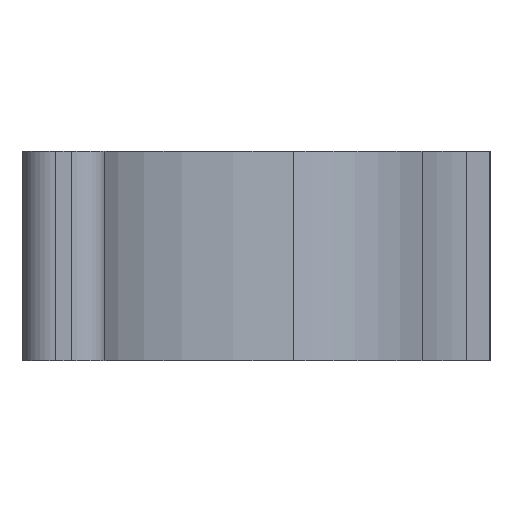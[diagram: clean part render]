
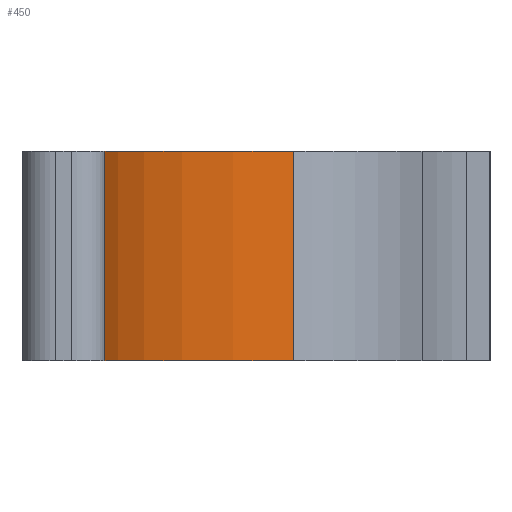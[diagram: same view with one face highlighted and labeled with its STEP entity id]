
A CAD part, left-side view. The second image highlights one B-rep face of the part: STEP entity #450.
In plain terms, the highlighted cylindrical face has radius 30 mm (diameter 60 mm), a partial arc.
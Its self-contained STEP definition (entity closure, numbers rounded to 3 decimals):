
#40=FACE_OUTER_BOUND('',#64,.T.);
#64=EDGE_LOOP('',(#373,#374,#375,#376));
#81=LINE('',#693,#115);
#105=LINE('',#787,#139);
#115=VECTOR('',#545,8.);
#139=VECTOR('',#641,10.);
#162=CIRCLE('',#493,30.);
#170=CIRCLE('',#510,30.);
#183=VERTEX_POINT('',#690);
#184=VERTEX_POINT('',#692);
#201=VERTEX_POINT('',#728);
#213=VERTEX_POINT('',#770);
#228=EDGE_CURVE('',#183,#184,#81,.T.);
#247=EDGE_CURVE('',#183,#201,#162,.T.);
#267=EDGE_CURVE('',#184,#213,#170,.T.);
#277=EDGE_CURVE('',#213,#201,#105,.T.);
#373=ORIENTED_EDGE('',*,*,#228,.F.);
#374=ORIENTED_EDGE('',*,*,#247,.T.);
#375=ORIENTED_EDGE('',*,*,#277,.F.);
#376=ORIENTED_EDGE('',*,*,#267,.F.);
#431=CYLINDRICAL_SURFACE('',#516,30.);
#450=ADVANCED_FACE('',(#40),#431,.F.);
#493=AXIS2_PLACEMENT_3D('',#730,#578,#579);
#510=AXIS2_PLACEMENT_3D('',#771,#624,#625);
#516=AXIS2_PLACEMENT_3D('',#788,#642,#643);
#545=DIRECTION('',(0.,0.,-1.));
#578=DIRECTION('center_axis',(0.,0.,1.));
#579=DIRECTION('ref_axis',(0.943,0.333,0.));
#624=DIRECTION('center_axis',(0.,0.,1.));
#625=DIRECTION('ref_axis',(0.943,0.333,0.));
#641=DIRECTION('',(0.,0.,1.));
#642=DIRECTION('center_axis',(0.,0.,-1.));
#643=DIRECTION('ref_axis',(0.943,0.333,0.));
#690=CARTESIAN_POINT('',(8.455,73.705,12.5));
#692=CARTESIAN_POINT('',(8.455,73.705,0.));
#693=CARTESIAN_POINT('',(8.455,73.705,6.25));
#728=CARTESIAN_POINT('',(-12.945,84.93,12.5));
#730=CARTESIAN_POINT('Origin',(-15.,55.,12.5));
#770=CARTESIAN_POINT('',(-12.945,84.93,0.));
#771=CARTESIAN_POINT('Origin',(-15.,55.,0.));
#787=CARTESIAN_POINT('',(-12.945,84.93,12.5));
#788=CARTESIAN_POINT('Origin',(-15.,55.,12.5));
